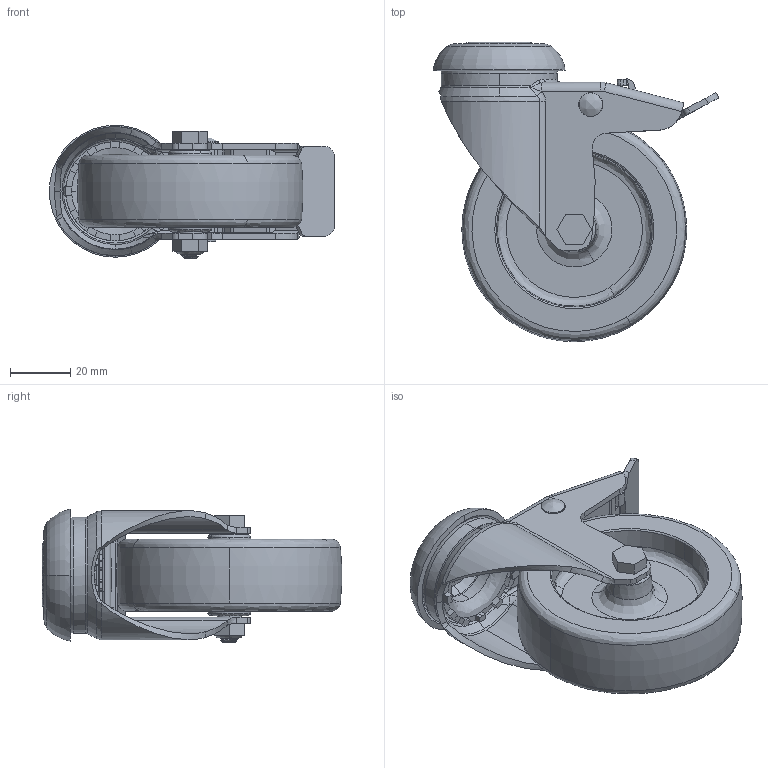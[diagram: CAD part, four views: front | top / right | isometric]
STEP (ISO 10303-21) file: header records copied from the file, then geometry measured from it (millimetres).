
FILE_DESCRIPTION (( 'STEP AP214' ), '1' );
FILE_NAME ('0055402.step', '2025-02-05T08:45:22', ( '' ), ( '' ), 'SwSTEP 2.0', 'SolidWorks 2020', '' );
FILE_SCHEMA (( 'AUTOMOTIVE_DESIGN' ));
Length unit declared in the file: millimetre
Products named in the file (1): 0055402
Bounding box: 95.11 x 99.71 x 44.48 mm (x, y, z)
Surface area: 47468.6 mm2 (no closed solid volume)
Topology: 0 solids, 5 shells, 597 faces, 1695 edges, 1111 vertices
Faces by surface type: plane 205, cylinder 196, bspline 164, cone 28, torus 4
Entity records: 44629 total; most frequent: CARTESIAN_POINT 30524, ORIENTED_EDGE 3378, DIRECTION 2411, EDGE_CURVE 1689, VERTEX_POINT 1111, AXIS2_PLACEMENT_3D 858, LINE 695, VECTOR 695
